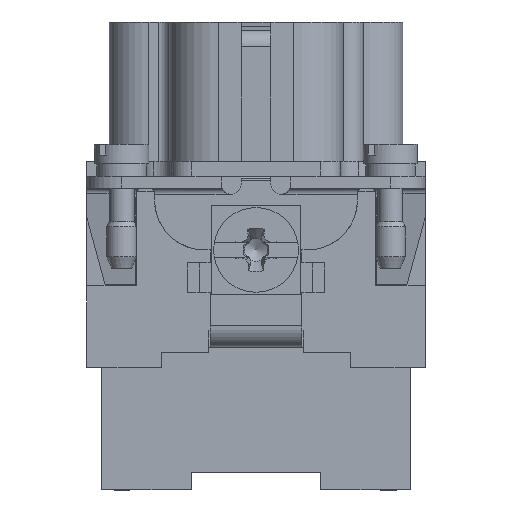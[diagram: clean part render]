
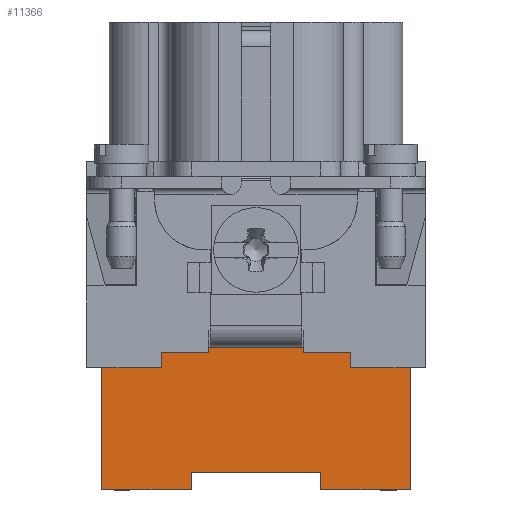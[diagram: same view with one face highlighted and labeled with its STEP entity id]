
A CAD part, left-side view. The second image highlights one B-rep face of the part: STEP entity #11366.
In plain terms, the highlighted planar face has unit normal (-1, 0, 0).
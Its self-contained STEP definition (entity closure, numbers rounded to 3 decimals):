
#9740=FACE_OUTER_BOUND('',#14758,.T.);
#11366=ADVANCED_FACE('',(#9740),#12471,.T.);
#12471=PLANE('',#37796);
#14758=EDGE_LOOP('',(#19987,#19988,#19989,#19990,#19991,#19992,#19993,#19994,
#19995,#19996,#19997,#19998));
#19987=ORIENTED_EDGE('',*,*,#27328,.T.);
#19988=ORIENTED_EDGE('',*,*,#27020,.T.);
#19989=ORIENTED_EDGE('',*,*,#27017,.T.);
#19990=ORIENTED_EDGE('',*,*,#27012,.T.);
#19991=ORIENTED_EDGE('',*,*,#24864,.T.);
#19992=ORIENTED_EDGE('',*,*,#26973,.T.);
#19993=ORIENTED_EDGE('',*,*,#26952,.T.);
#19994=ORIENTED_EDGE('',*,*,#26911,.T.);
#19995=ORIENTED_EDGE('',*,*,#24829,.T.);
#19996=ORIENTED_EDGE('',*,*,#27053,.F.);
#19997=ORIENTED_EDGE('',*,*,#27234,.T.);
#19998=ORIENTED_EDGE('',*,*,#27227,.T.);
#22399=VERTEX_POINT('',#46449);
#22401=VERTEX_POINT('',#46452);
#22433=VERTEX_POINT('',#46658);
#22435=VERTEX_POINT('',#46662);
#24014=VERTEX_POINT('',#53495);
#24043=VERTEX_POINT('',#53573);
#24076=VERTEX_POINT('',#53682);
#24082=VERTEX_POINT('',#53697);
#24084=VERTEX_POINT('',#53703);
#24103=VERTEX_POINT('',#53763);
#24199=VERTEX_POINT('',#54139);
#24200=VERTEX_POINT('',#54140);
#24829=EDGE_CURVE('',#22401,#22399,#30371,.T.);
#24864=EDGE_CURVE('',#22433,#22435,#30377,.T.);
#26911=EDGE_CURVE('',#24014,#22401,#31324,.T.);
#26952=EDGE_CURVE('',#24043,#24014,#31365,.T.);
#26973=EDGE_CURVE('',#22435,#24043,#31386,.T.);
#27012=EDGE_CURVE('',#24076,#22433,#31425,.T.);
#27017=EDGE_CURVE('',#24082,#24076,#31430,.T.);
#27020=EDGE_CURVE('',#24084,#24082,#31433,.T.);
#27053=EDGE_CURVE('',#24103,#22399,#31466,.T.);
#27227=EDGE_CURVE('',#24199,#24200,#31619,.T.);
#27234=EDGE_CURVE('',#24103,#24199,#31626,.T.);
#27328=EDGE_CURVE('',#24200,#24084,#31717,.T.);
#30371=LINE('',#46451,#32426);
#30377=LINE('',#46663,#32432);
#31324=LINE('',#53494,#33379);
#31365=LINE('',#53572,#33420);
#31386=LINE('',#53611,#33441);
#31425=LINE('',#53686,#33480);
#31430=LINE('',#53696,#33485);
#31433=LINE('',#53702,#33488);
#31466=LINE('',#53764,#33521);
#31619=LINE('',#54138,#33674);
#31626=LINE('',#54152,#33681);
#31717=LINE('',#54350,#33772);
#32426=VECTOR('',#38448,1.);
#32432=VECTOR('',#38456,1.);
#33379=VECTOR('',#42075,1.);
#33420=VECTOR('',#42132,1.);
#33441=VECTOR('',#42155,1.);
#33480=VECTOR('',#42230,1.);
#33485=VECTOR('',#42237,1.);
#33488=VECTOR('',#42242,1.);
#33521=VECTOR('',#42293,1.);
#33674=VECTOR('',#42632,1.);
#33681=VECTOR('',#42641,1.);
#33772=VECTOR('',#42846,1.);
#37796=AXIS2_PLACEMENT_3D('',#54375,#42873,#42874);
#38448=DIRECTION('',(0.,-1.,0.));
#38456=DIRECTION('',(0.,-1.,0.));
#42075=DIRECTION('',(0.,0.,-1.));
#42132=DIRECTION('',(0.,-1.,0.));
#42155=DIRECTION('',(0.,0.,1.));
#42230=DIRECTION('',(0.,0.,-1.));
#42237=DIRECTION('',(0.,1.,0.));
#42242=DIRECTION('',(0.,0.,-1.));
#42293=DIRECTION('',(0.,0.,-1.));
#42632=DIRECTION('',(0.,0.,1.));
#42641=DIRECTION('',(0.,1.,0.));
#42846=DIRECTION('',(0.,1.,0.));
#42873=DIRECTION('',(-1.,0.,0.));
#42874=DIRECTION('',(0.,1.,0.));
#46449=CARTESIAN_POINT('',(-27.5,-15.5,-30.3));
#46451=CARTESIAN_POINT('',(-27.5,-6.5,-30.3));
#46452=CARTESIAN_POINT('',(-27.5,-6.5,-30.3));
#46658=CARTESIAN_POINT('',(-27.5,15.5,-30.3));
#46662=CARTESIAN_POINT('',(-27.5,6.5,-30.3));
#46663=CARTESIAN_POINT('',(-27.5,14.5,-30.3));
#53494=CARTESIAN_POINT('',(-27.5,-6.5,-28.5));
#53495=CARTESIAN_POINT('',(-27.5,-6.5,-28.5));
#53572=CARTESIAN_POINT('',(-27.5,6.5,-28.5));
#53573=CARTESIAN_POINT('',(-27.5,6.5,-28.5));
#53611=CARTESIAN_POINT('',(-27.5,6.5,-30.3));
#53682=CARTESIAN_POINT('',(-27.5,15.5,-18.));
#53686=CARTESIAN_POINT('',(-27.5,15.5,-18.));
#53696=CARTESIAN_POINT('',(-27.5,9.5,-18.));
#53697=CARTESIAN_POINT('',(-27.5,9.5,-18.));
#53702=CARTESIAN_POINT('',(-27.5,9.5,-14.3));
#53703=CARTESIAN_POINT('',(-27.5,9.5,-14.3));
#53763=CARTESIAN_POINT('',(-27.5,-15.5,-18.));
#53764=CARTESIAN_POINT('',(-27.5,-15.5,-18.));
#54138=CARTESIAN_POINT('',(-27.5,-9.5,-18.));
#54139=CARTESIAN_POINT('',(-27.5,-9.5,-18.));
#54140=CARTESIAN_POINT('',(-27.5,-9.5,-14.3));
#54152=CARTESIAN_POINT('',(-27.5,-15.5,-18.));
#54350=CARTESIAN_POINT('',(-27.5,-9.5,-14.3));
#54375=CARTESIAN_POINT('',(-27.5,-15.6,-9.4));
